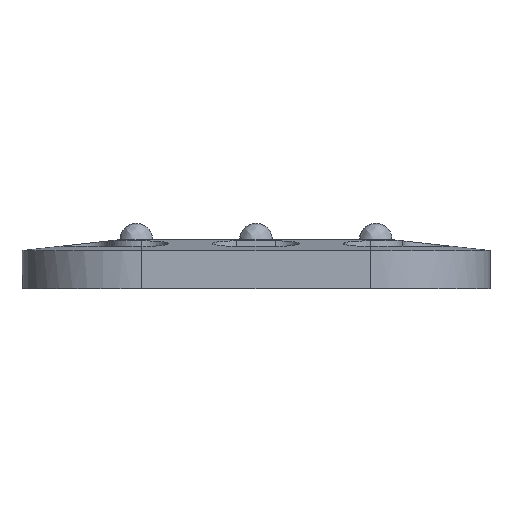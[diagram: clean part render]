
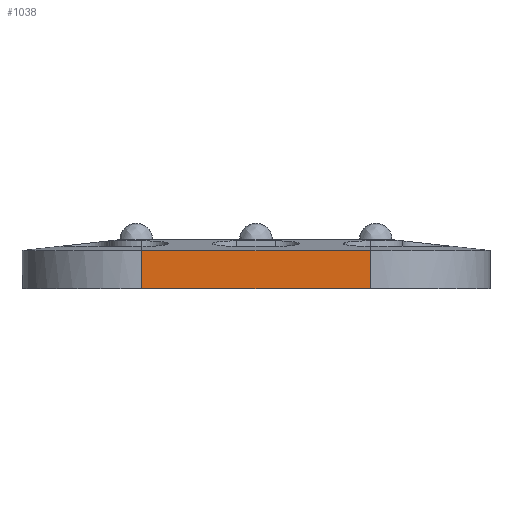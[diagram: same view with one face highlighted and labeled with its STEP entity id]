
A CAD part, front view. The second image highlights one B-rep face of the part: STEP entity #1038.
In plain terms, the highlighted free-form (B-spline) face has degree [1, 1] with [2, 2] control points.
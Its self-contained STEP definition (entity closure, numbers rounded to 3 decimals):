
#546 = VERTEX_POINT('',#547);
#547 = CARTESIAN_POINT('',(-157.48,-1372.322,
    52.493));
#637 = VERTEX_POINT('',#638);
#638 = CARTESIAN_POINT('',(157.48,-1372.322,
    52.493));
#1011 = EDGE_CURVE('',#546,#1012,#1014,.T.);
#1012 = VERTEX_POINT('',#1013);
#1013 = CARTESIAN_POINT('',(-157.48,-1372.322,0.));
#1014 = B_SPLINE_CURVE_WITH_KNOTS('',1,(#1015,#1016),.UNSPECIFIED.,.F.,
  .F.,(2,2),(10.,45.),.PIECEWISE_BEZIER_KNOTS.);
#1015 = CARTESIAN_POINT('',(-157.48,-1372.322,
    52.493));
#1016 = CARTESIAN_POINT('',(-157.48,-1372.322,0.));
#1038 = ADVANCED_FACE('',(#1039),#1059,.F.);
#1039 = FACE_BOUND('',#1040,.T.);
#1040 = EDGE_LOOP('',(#1041,#1048,#1053,#1054));
#1041 = ORIENTED_EDGE('',*,*,#1042,.F.);
#1042 = EDGE_CURVE('',#637,#1043,#1045,.T.);
#1043 = VERTEX_POINT('',#1044);
#1044 = CARTESIAN_POINT('',(157.48,-1372.322,0.));
#1045 = B_SPLINE_CURVE_WITH_KNOTS('',1,(#1046,#1047),.UNSPECIFIED.,.F.,
  .F.,(2,2),(10.,45.),.PIECEWISE_BEZIER_KNOTS.);
#1046 = CARTESIAN_POINT('',(157.48,-1372.322,
    52.493));
#1047 = CARTESIAN_POINT('',(157.48,-1372.322,0.));
#1048 = ORIENTED_EDGE('',*,*,#1049,.T.);
#1049 = EDGE_CURVE('',#637,#546,#1050,.T.);
#1050 = B_SPLINE_CURVE_WITH_KNOTS('',1,(#1051,#1052),.UNSPECIFIED.,.F.,
  .F.,(2,2),(-210.,0.),.PIECEWISE_BEZIER_KNOTS.);
#1051 = CARTESIAN_POINT('',(157.48,-1372.322,
    52.493));
#1052 = CARTESIAN_POINT('',(-157.48,-1372.322,
    52.493));
#1053 = ORIENTED_EDGE('',*,*,#1011,.T.);
#1054 = ORIENTED_EDGE('',*,*,#1055,.T.);
#1055 = EDGE_CURVE('',#1012,#1043,#1056,.T.);
#1056 = B_SPLINE_CURVE_WITH_KNOTS('',1,(#1057,#1058),.UNSPECIFIED.,.F.,
  .F.,(2,2),(0.,210.),.PIECEWISE_BEZIER_KNOTS.);
#1057 = CARTESIAN_POINT('',(-157.48,-1372.322,0.));
#1058 = CARTESIAN_POINT('',(157.48,-1372.322,0.));
#1059 = B_SPLINE_SURFACE_WITH_KNOTS('',1,1,(
    (#1060,#1061)
    ,(#1062,#1063
    )),.UNSPECIFIED.,.F.,.F.,.F.,(2,2),(2,2),(-45.,-10.),(0.,
    210.),.PIECEWISE_BEZIER_KNOTS.);
#1060 = CARTESIAN_POINT('',(-157.48,-1372.322,0.));
#1061 = CARTESIAN_POINT('',(157.48,-1372.322,0.));
#1062 = CARTESIAN_POINT('',(-157.48,-1372.322,
    52.493));
#1063 = CARTESIAN_POINT('',(157.48,-1372.322,
    52.493));
